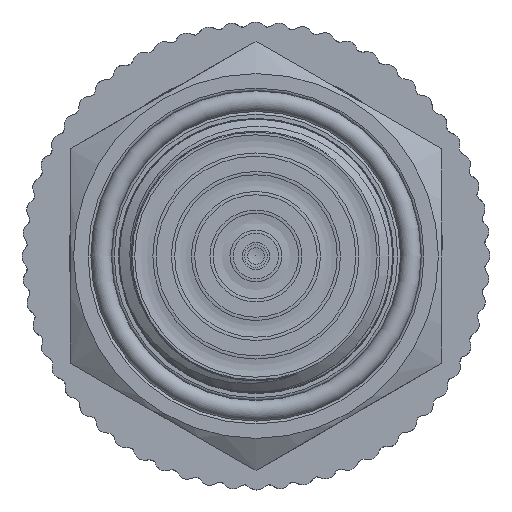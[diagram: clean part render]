
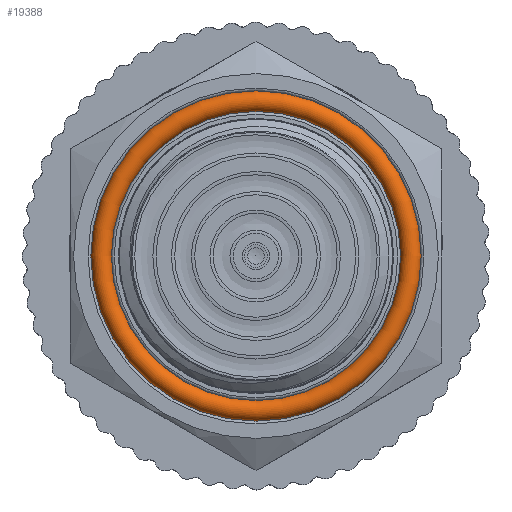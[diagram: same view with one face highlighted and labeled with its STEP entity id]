
A CAD part, left-side view. The second image highlights one B-rep face of the part: STEP entity #19388.
In plain terms, the highlighted toroidal (fillet/blend) face has major radius 11.25 mm and minor radius 0.75 mm.
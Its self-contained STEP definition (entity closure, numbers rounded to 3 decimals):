
#849=TOROIDAL_SURFACE('',#20489,11.25,0.75);
#2207=FACE_OUTER_BOUND('',#3349,.T.);
#3349=EDGE_LOOP('',(#18135,#18136,#18137,#18138));
#3797=CIRCLE('',#20490,0.75);
#3798=CIRCLE('',#20491,10.5);
#9264=VERTEX_POINT('',#66002);
#12221=EDGE_CURVE('',#9264,#9264,#3797,.T.);
#12222=EDGE_CURVE('',#9264,#9264,#3798,.T.);
#18135=ORIENTED_EDGE('',*,*,#12221,.F.);
#18136=ORIENTED_EDGE('',*,*,#12222,.T.);
#18137=ORIENTED_EDGE('',*,*,#12221,.T.);
#18138=ORIENTED_EDGE('',*,*,#12222,.F.);
#19388=ADVANCED_FACE('',(#2207),#849,.T.);
#20489=AXIS2_PLACEMENT_3D('',#66001,#23591,#23592);
#20490=AXIS2_PLACEMENT_3D('',#66003,#23593,#23594);
#20491=AXIS2_PLACEMENT_3D('',#66004,#23595,#23596);
#23591=DIRECTION('center_axis',(1.,0.,0.));
#23592=DIRECTION('ref_axis',(0.,0.,-1.));
#23593=DIRECTION('center_axis',(0.,-1.,0.));
#23594=DIRECTION('ref_axis',(0.,0.,1.));
#23595=DIRECTION('center_axis',(-1.,0.,0.));
#23596=DIRECTION('ref_axis',(0.,0.,-1.));
#66001=CARTESIAN_POINT('Origin',(15.2,0.,0.));
#66002=CARTESIAN_POINT('',(15.2,0.,10.5));
#66003=CARTESIAN_POINT('Origin',(15.2,0.,11.25));
#66004=CARTESIAN_POINT('Origin',(15.2,0.,0.));
